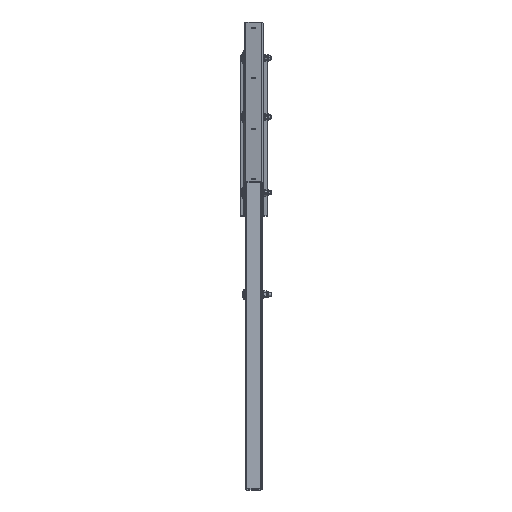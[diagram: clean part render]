
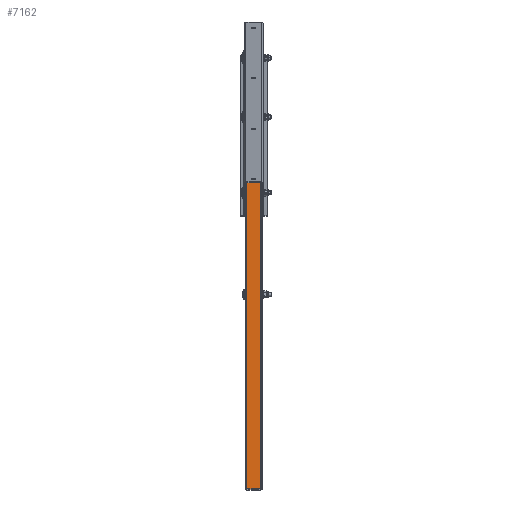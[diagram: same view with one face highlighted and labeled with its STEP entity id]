
A CAD part, top view. The second image highlights one B-rep face of the part: STEP entity #7162.
In plain terms, the highlighted face is planar.
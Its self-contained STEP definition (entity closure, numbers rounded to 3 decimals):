
#1523 = ORIENTED_EDGE ( 'NONE', *, *, #96431, .F. ) ;
#4562 = CARTESIAN_POINT ( 'NONE',  ( 20.5, 50., -450. ) ) ;
#7162 = ADVANCED_FACE ( 'NONE', ( #136130 ), #49268, .F. ) ;
#7532 = DIRECTION ( 'NONE',  ( 0., 0., -1. ) ) ;
#11833 = EDGE_CURVE ( 'NONE', #93700, #33555, #76118, .T. ) ;
#14327 = CARTESIAN_POINT ( 'NONE',  ( 25., 50., 450. ) ) ;
#16008 = CARTESIAN_POINT ( 'NONE',  ( 25., 50., -450. ) ) ;
#20496 = CARTESIAN_POINT ( 'NONE',  ( -20.5, 50., 450. ) ) ;
#24733 = VECTOR ( 'NONE', #88939, 1000. ) ;
#27467 = VECTOR ( 'NONE', #7532, 1000. ) ;
#33555 = VERTEX_POINT ( 'NONE', #62859 ) ;
#37123 = CARTESIAN_POINT ( 'NONE',  ( -20.5, 50., 450. ) ) ;
#38649 = VERTEX_POINT ( 'NONE', #60865 ) ;
#39215 = VERTEX_POINT ( 'NONE', #37123 ) ;
#40759 = EDGE_LOOP ( 'NONE', ( #73898, #73610, #1523, #47526 ) ) ;
#42234 = EDGE_CURVE ( 'NONE', #39215, #33555, #47239, .T. ) ;
#47239 = LINE ( 'NONE', #20496, #27467 ) ;
#47526 = ORIENTED_EDGE ( 'NONE', *, *, #155486, .T. ) ;
#49268 = PLANE ( 'NONE',  #60824 ) ;
#50008 = CARTESIAN_POINT ( 'NONE',  ( 25., 50., 450. ) ) ;
#60824 = AXIS2_PLACEMENT_3D ( 'NONE', #14327, #111766, #125549 ) ;
#60865 = CARTESIAN_POINT ( 'NONE',  ( 20.5, 50., 450. ) ) ;
#62859 = CARTESIAN_POINT ( 'NONE',  ( -20.5, 50., -450. ) ) ;
#63783 = LINE ( 'NONE', #50008, #24733 ) ;
#65444 = VECTOR ( 'NONE', #149989, 1000. ) ;
#73610 = ORIENTED_EDGE ( 'NONE', *, *, #42234, .F. ) ;
#73898 = ORIENTED_EDGE ( 'NONE', *, *, #11833, .T. ) ;
#76118 = LINE ( 'NONE', #16008, #65444 ) ;
#88939 = DIRECTION ( 'NONE',  ( -1., 0., 0. ) ) ;
#91259 = CARTESIAN_POINT ( 'NONE',  ( 20.5, 50., 450. ) ) ;
#93700 = VERTEX_POINT ( 'NONE', #4562 ) ;
#96431 = EDGE_CURVE ( 'NONE', #38649, #39215, #63783, .T. ) ;
#99892 = VECTOR ( 'NONE', #130808, 1000. ) ;
#111766 = DIRECTION ( 'NONE',  ( 0., -1., 0. ) ) ;
#113247 = LINE ( 'NONE', #91259, #99892 ) ;
#125549 = DIRECTION ( 'NONE',  ( 0., 0., -1. ) ) ;
#130808 = DIRECTION ( 'NONE',  ( 0., 0., -1. ) ) ;
#136130 = FACE_OUTER_BOUND ( 'NONE', #40759, .T. ) ;
#149989 = DIRECTION ( 'NONE',  ( -1., 0., 0. ) ) ;
#155486 = EDGE_CURVE ( 'NONE', #38649, #93700, #113247, .T. ) ;
